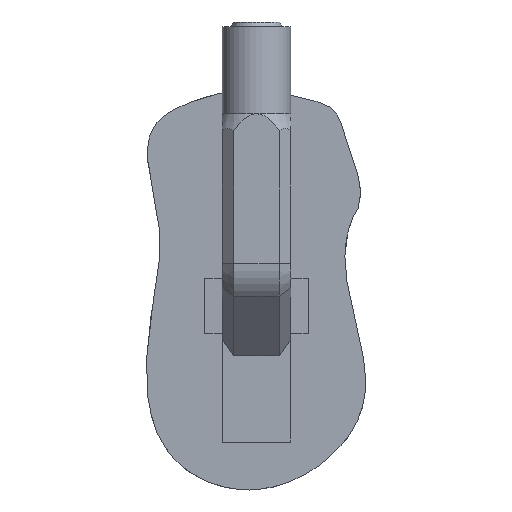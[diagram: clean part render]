
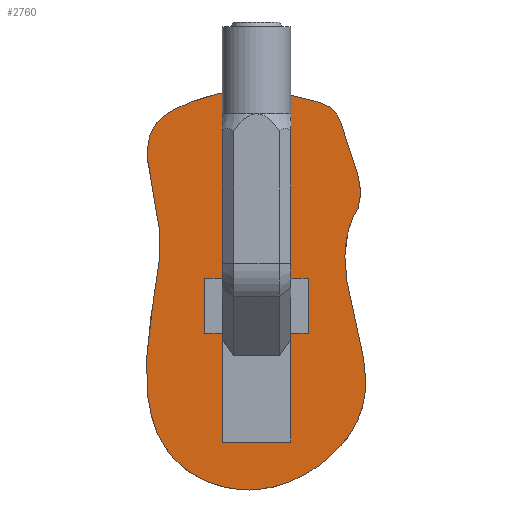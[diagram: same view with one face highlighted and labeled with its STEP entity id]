
A CAD part, top view. The second image highlights one B-rep face of the part: STEP entity #2760.
In plain terms, the highlighted planar face has unit normal (0, 0, 1).
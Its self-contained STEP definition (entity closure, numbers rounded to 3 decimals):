
#100=CARTESIAN_POINT('',(-26.606,131.183,
9.55));
#110=VERTEX_POINT('',#100);
#290=CARTESIAN_POINT('',(-24.206,131.183,
9.55));
#300=VERTEX_POINT('',#290);
#330=CARTESIAN_POINT('',(-25.406,131.183,
9.55));
#340=DIRECTION('',(0.,0.,-1.));
#350=DIRECTION('',(-1.,0.,0.));
#360=AXIS2_PLACEMENT_3D('',#330,#340,#350);
#370=CIRCLE('',#360,1.2);
#380=EDGE_CURVE('',#300,#110,#370,.T.);
#1040=CARTESIAN_POINT('',(-27.656,125.733,
9.55));
#1050=VERTEX_POINT('',#1040);
#1220=CARTESIAN_POINT('',(-26.006,125.733,
9.55));
#1230=VERTEX_POINT('',#1220);
#1260=CARTESIAN_POINT('',(0.,125.733,9.55));
#1270=DIRECTION('',(1.,0.,0.));
#1280=VECTOR('',#1270,1.);
#1290=LINE('',#1260,#1280);
#1300=EDGE_CURVE('',#1050,#1230,#1290,.T.);
#1440=CARTESIAN_POINT('',(-26.006,128.133,
9.55));
#1450=VERTEX_POINT('',#1440);
#1620=CARTESIAN_POINT('',(-27.656,128.133,
9.55));
#1630=VERTEX_POINT('',#1620);
#1660=CARTESIAN_POINT('',(0.,128.133,9.55));
#1670=DIRECTION('',(-1.,0.,0.));
#1680=VECTOR('',#1670,1.);
#1690=LINE('',#1660,#1680);
#1700=EDGE_CURVE('',#1450,#1630,#1690,.T.);
#1750=CARTESIAN_POINT('',(31.721,77.,
9.55));
#1760=DIRECTION('',(0.,0.,1.));
#1770=DIRECTION('',(1.,0.,0.));
#1780=AXIS2_PLACEMENT_3D('',#1750,#1760,#1770);
#1790=PLANE('',#1780);
#1800=CARTESIAN_POINT('',(-20.98,131.183,
9.55));
#1810=CARTESIAN_POINT('',(-20.654,132.292,
9.55));
#1820=CARTESIAN_POINT('',(-21.452,133.502,
9.55));
#1830=CARTESIAN_POINT('',(-21.836,135.615,
9.55));
#1840=CARTESIAN_POINT('',(-23.607,136.023,
9.55));
#1850=CARTESIAN_POINT('',(-25.461,136.515,
9.55));
#1860=CARTESIAN_POINT('',(-27.683,136.068,
9.55));
#1870=CARTESIAN_POINT('',(-30.988,134.743,
9.55));
#1880=CARTESIAN_POINT('',(-29.156,130.337,
9.55));
#1890=CARTESIAN_POINT('',(-30.26,125.956,
9.55));
#1900=CARTESIAN_POINT('',(-30.475,120.436,
9.55));
#1910=CARTESIAN_POINT('',(-24.907,117.926,
9.55));
#1920=CARTESIAN_POINT('',(-18.18,122.928,
9.55));
#1930=CARTESIAN_POINT('',(-22.671,128.466,
9.55));
#1940=CARTESIAN_POINT('',(-20.98,131.183,
9.55));
#1950=B_SPLINE_CURVE_WITH_KNOTS('',3,(#1800,#1810,#1820,#1830,#1840,
#1850,#1860,#1870,#1880,#1890,#1900,#1910,#1920,#1930,#1940),
.UNSPECIFIED.,.T.,.F.,(4,1,1,1,1,1,1,1,1,1,1,1,4),(0.,3.111,
4.376,5.866,7.946,10.224,
12.709,17.096,21.044,27.169,
30.916,36.959,45.699),.UNSPECIFIED.);
#1960=CARTESIAN_POINT('',(-20.98,131.183,
9.55));
#1970=VERTEX_POINT('',#1960);
#1980=CARTESIAN_POINT('',(-30.196,124.56,
9.55));
#1990=VERTEX_POINT('',#1980);
#2000=EDGE_CURVE('',#1970,#1990,#1950,.T.);
#2010=ORIENTED_EDGE('',*,*,#2000,.T.);
#2020=EDGE_CURVE('',#1990,#1970,#1950,.T.);
#2030=ORIENTED_EDGE('',*,*,#2020,.T.);
#2040=EDGE_LOOP('',(#2030,#2010));
#2050=FACE_OUTER_BOUND('',#2040,.T.);
#2060=EDGE_CURVE('',#110,#300,#370,.T.);
#2070=ORIENTED_EDGE('',*,*,#2060,.T.);
#2080=ORIENTED_EDGE('',*,*,#380,.T.);
#2090=EDGE_LOOP('',(#2080,#2070));
#2100=FACE_BOUND('',#2090,.T.);
#2110=CARTESIAN_POINT('',(-25.406,122.683,
9.55));
#2120=DIRECTION('',(0.,0.,-1.));
#2130=DIRECTION('',(-1.,0.,0.));
#2140=AXIS2_PLACEMENT_3D('',#2110,#2120,#2130);
#2150=CIRCLE('',#2140,1.2);
#2160=CARTESIAN_POINT('',(-26.606,122.683,
9.55));
#2170=VERTEX_POINT('',#2160);
#2180=CARTESIAN_POINT('',(-24.206,122.683,
9.55));
#2190=VERTEX_POINT('',#2180);
#2200=EDGE_CURVE('',#2170,#2190,#2150,.T.);
#2210=ORIENTED_EDGE('',*,*,#2200,.T.);
#2220=EDGE_CURVE('',#2190,#2170,#2150,.T.);
#2230=ORIENTED_EDGE('',*,*,#2220,.T.);
#2240=EDGE_LOOP('',(#2230,#2210));
#2250=FACE_BOUND('',#2240,.T.);
#2260=CARTESIAN_POINT('',(0.,125.733,9.55));
#2270=DIRECTION('',(1.,0.,0.));
#2280=VECTOR('',#2270,1.);
#2290=LINE('',#2260,#2280);
#2300=CARTESIAN_POINT('',(-24.806,125.733,
9.55));
#2310=VERTEX_POINT('',#2300);
#2320=CARTESIAN_POINT('',(-23.156,125.733,
9.55));
#2330=VERTEX_POINT('',#2320);
#2340=EDGE_CURVE('',#2310,#2330,#2290,.T.);
#2350=ORIENTED_EDGE('',*,*,#2340,.F.);
#2360=CARTESIAN_POINT('',(-23.156,0.,9.55));
#2370=DIRECTION('',(0.,1.,0.));
#2380=VECTOR('',#2370,1.);
#2390=LINE('',#2360,#2380);
#2400=CARTESIAN_POINT('',(-23.156,128.133,
9.55));
#2410=VERTEX_POINT('',#2400);
#2420=EDGE_CURVE('',#2330,#2410,#2390,.T.);
#2430=ORIENTED_EDGE('',*,*,#2420,.F.);
#2440=CARTESIAN_POINT('',(0.,128.133,9.55));
#2450=DIRECTION('',(-1.,0.,0.));
#2460=VECTOR('',#2450,1.);
#2470=LINE('',#2440,#2460);
#2480=CARTESIAN_POINT('',(-24.806,128.133,
9.55));
#2490=VERTEX_POINT('',#2480);
#2500=EDGE_CURVE('',#2410,#2490,#2470,.T.);
#2510=ORIENTED_EDGE('',*,*,#2500,.F.);
#2520=CARTESIAN_POINT('',(-24.806,0.,9.55));
#2530=DIRECTION('',(0.,-1.,0.));
#2540=VECTOR('',#2530,1.);
#2550=LINE('',#2520,#2540);
#2560=EDGE_CURVE('',#2490,#2310,#2550,.T.);
#2570=ORIENTED_EDGE('',*,*,#2560,.F.);
#2580=EDGE_LOOP('',(#2570,#2510,#2430,#2350));
#2590=FACE_BOUND('',#2580,.T.);
#2600=CARTESIAN_POINT('',(-27.656,0.,9.55));
#2610=DIRECTION('',(0.,-1.,0.));
#2620=VECTOR('',#2610,1.);
#2630=LINE('',#2600,#2620);
#2640=EDGE_CURVE('',#1630,#1050,#2630,.T.);
#2650=ORIENTED_EDGE('',*,*,#2640,.F.);
#2660=ORIENTED_EDGE('',*,*,#1300,.F.);
#2670=CARTESIAN_POINT('',(-26.006,0.,9.55));
#2680=DIRECTION('',(0.,1.,0.));
#2690=VECTOR('',#2680,1.);
#2700=LINE('',#2670,#2690);
#2710=EDGE_CURVE('',#1230,#1450,#2700,.T.);
#2720=ORIENTED_EDGE('',*,*,#2710,.F.);
#2730=ORIENTED_EDGE('',*,*,#1700,.F.);
#2740=EDGE_LOOP('',(#2730,#2720,#2660,#2650));
#2750=FACE_BOUND('',#2740,.T.);
#2760=ADVANCED_FACE('',(#2050,#2100,#2250,#2590,#2750),#1790,.T.);
